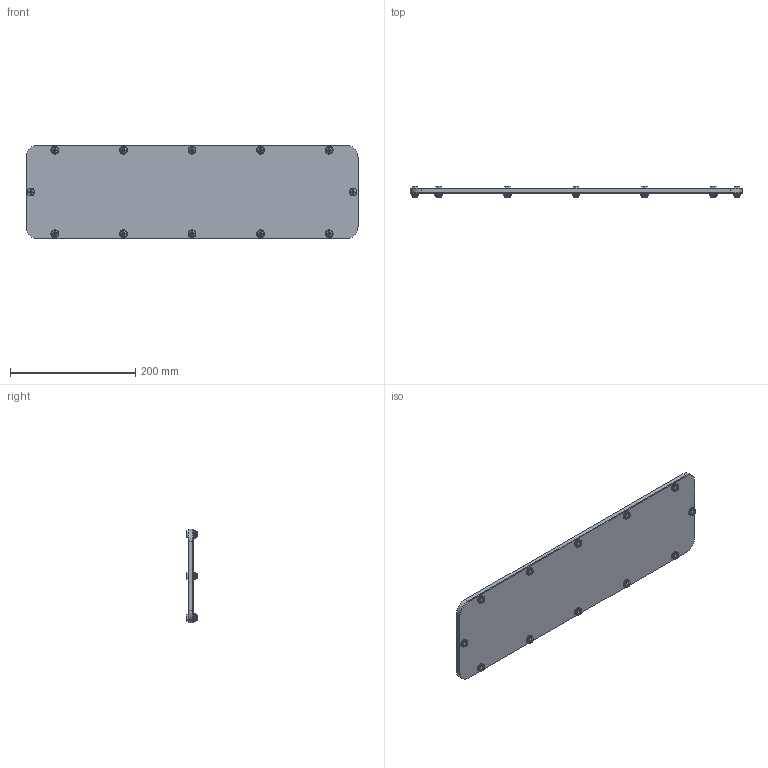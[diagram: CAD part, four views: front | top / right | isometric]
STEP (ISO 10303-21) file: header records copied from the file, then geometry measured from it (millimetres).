
FILE_DESCRIPTION (( 'STEP AP214' ), '1' );
FILE_NAME ('GP216LG.STEP', '2019-09-05T15:16:09', ( '' ), ( '' ), 'SwSTEP 2.0', 'SolidWorks 2018', '' );
FILE_SCHEMA (( 'AUTOMOTIVE_DESIGN' ));
Length unit declared in the file: inch
Products named in the file (1): GP216LG
Bounding box: 530.23 x 17.96 x 149.22 mm (x, y, z)
Volume: 279350.2 mm3; surface area: 229940.6 mm2
Topology: 38 solids, 38 shells, 664 faces, 1584 edges, 1032 vertices
Faces by surface type: plane 364, cylinder 228, bspline 72
Entity records: 29839 total; most frequent: CARTESIAN_POINT 5465, ORIENTED_EDGE 3168, DIRECTION 3082, EDGE_CURVE 1584, AXIS2_PLACEMENT_3D 1145, VERTEX_POINT 1032, EDGE_LOOP 798, VECTOR 792
